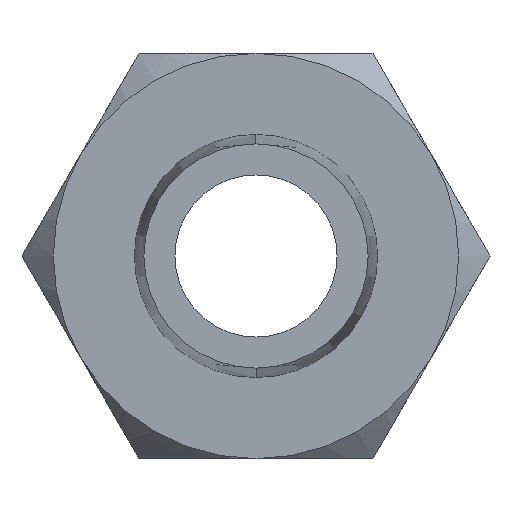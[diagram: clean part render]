
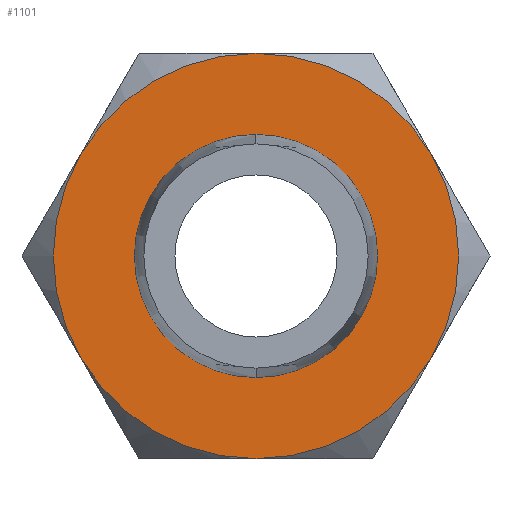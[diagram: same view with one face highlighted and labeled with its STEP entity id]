
A CAD part, left-side view. The second image highlights one B-rep face of the part: STEP entity #1101.
In plain terms, the highlighted planar face has unit normal (-1, 0, 0).
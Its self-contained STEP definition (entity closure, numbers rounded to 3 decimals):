
#36 = EDGE_CURVE ( 'NONE', #787, #184, #384, .T. ) ;
#47 = CARTESIAN_POINT ( 'NONE',  ( 14., 0., 7.5 ) ) ;
#50 = EDGE_CURVE ( 'NONE', #953, #1035, #160, .T. ) ;
#59 = CARTESIAN_POINT ( 'NONE',  ( 14., 0., 0. ) ) ;
#65 = DIRECTION ( 'NONE',  ( 0., 0., -1. ) ) ;
#69 = CARTESIAN_POINT ( 'NONE',  ( 14., 0., 0. ) ) ;
#81 = CIRCLE ( 'NONE', #790, 4.5 ) ;
#82 = EDGE_CURVE ( 'NONE', #610, #787, #417, .T. ) ;
#86 = AXIS2_PLACEMENT_3D ( 'NONE', #69, #320, #660 ) ;
#99 = CIRCLE ( 'NONE', #648, 4.5 ) ;
#121 = DIRECTION ( 'NONE',  ( 1., 0., 0. ) ) ;
#156 = ORIENTED_EDGE ( 'NONE', *, *, #342, .T. ) ;
#160 = CIRCLE ( 'NONE', #1034, 7.5 ) ;
#184 = VERTEX_POINT ( 'NONE', #598 ) ;
#192 = CARTESIAN_POINT ( 'NONE',  ( 14., 6.495, -3.75 ) ) ;
#199 = CARTESIAN_POINT ( 'NONE',  ( 14., 0., -4.5 ) ) ;
#219 = DIRECTION ( 'NONE',  ( -1., 0., 0. ) ) ;
#229 = CARTESIAN_POINT ( 'NONE',  ( 14., 0., 0. ) ) ;
#238 = DIRECTION ( 'NONE',  ( -1., 0., 0. ) ) ;
#252 = VERTEX_POINT ( 'NONE', #199 ) ;
#258 = CIRCLE ( 'NONE', #86, 7.5 ) ;
#276 = CIRCLE ( 'NONE', #1057, 7.5 ) ;
#287 = DIRECTION ( 'NONE',  ( 0., 0., -1. ) ) ;
#291 = DIRECTION ( 'NONE',  ( 0., 0., -1. ) ) ;
#306 = ORIENTED_EDGE ( 'NONE', *, *, #50, .F. ) ;
#312 = AXIS2_PLACEMENT_3D ( 'NONE', #880, #121, #287 ) ;
#319 = ORIENTED_EDGE ( 'NONE', *, *, #82, .F. ) ;
#320 = DIRECTION ( 'NONE',  ( -1., 0., 0. ) ) ;
#335 = ORIENTED_EDGE ( 'NONE', *, *, #36, .F. ) ;
#342 = EDGE_CURVE ( 'NONE', #839, #1035, #258, .T. ) ;
#380 = FACE_OUTER_BOUND ( 'NONE', #422, .T. ) ;
#381 = DIRECTION ( 'NONE',  ( 1., 0., 0. ) ) ;
#384 = CIRCLE ( 'NONE', #754, 7.5 ) ;
#417 = CIRCLE ( 'NONE', #312, 7.5 ) ;
#422 = EDGE_LOOP ( 'NONE', ( #428, #335, #319, #1025, #156, #306 ) ) ;
#428 = ORIENTED_EDGE ( 'NONE', *, *, #1096, .F. ) ;
#430 = ORIENTED_EDGE ( 'NONE', *, *, #1076, .F. ) ;
#445 = DIRECTION ( 'NONE',  ( 1., 0., 0. ) ) ;
#460 = CARTESIAN_POINT ( 'NONE',  ( 14., 0., 0. ) ) ;
#464 = PLANE ( 'NONE',  #555 ) ;
#478 = DIRECTION ( 'NONE',  ( 0., 0., 1. ) ) ;
#502 = VERTEX_POINT ( 'NONE', #784 ) ;
#528 = CARTESIAN_POINT ( 'NONE',  ( 14., -6.495, 3.75 ) ) ;
#544 = DIRECTION ( 'NONE',  ( 1., 0., 0. ) ) ;
#553 = CIRCLE ( 'NONE', #826, 7.5 ) ;
#555 = AXIS2_PLACEMENT_3D ( 'NONE', #59, #651, #819 ) ;
#598 = CARTESIAN_POINT ( 'NONE',  ( 14., 0., -7.5 ) ) ;
#605 = EDGE_CURVE ( 'NONE', #502, #252, #81, .T. ) ;
#610 = VERTEX_POINT ( 'NONE', #528 ) ;
#627 = DIRECTION ( 'NONE',  ( 0., 0., -1. ) ) ;
#648 = AXIS2_PLACEMENT_3D ( 'NONE', #229, #238, #478 ) ;
#651 = DIRECTION ( 'NONE',  ( 1., 0., 0. ) ) ;
#656 = EDGE_CURVE ( 'NONE', #839, #610, #553, .T. ) ;
#660 = DIRECTION ( 'NONE',  ( 0., 0., 1. ) ) ;
#702 = CARTESIAN_POINT ( 'NONE',  ( 14., 6.495, 3.75 ) ) ;
#718 = CARTESIAN_POINT ( 'NONE',  ( 14., 0., 0. ) ) ;
#738 = CARTESIAN_POINT ( 'NONE',  ( 14., 0., 0. ) ) ;
#747 = EDGE_LOOP ( 'NONE', ( #805, #430 ) ) ;
#754 = AXIS2_PLACEMENT_3D ( 'NONE', #460, #381, #291 ) ;
#784 = CARTESIAN_POINT ( 'NONE',  ( 14., 0., 4.5 ) ) ;
#787 = VERTEX_POINT ( 'NONE', #1083 ) ;
#790 = AXIS2_PLACEMENT_3D ( 'NONE', #795, #219, #800 ) ;
#795 = CARTESIAN_POINT ( 'NONE',  ( 14., 0., 0. ) ) ;
#800 = DIRECTION ( 'NONE',  ( 0., 0., 1. ) ) ;
#803 = FACE_BOUND ( 'NONE', #747, .T. ) ;
#805 = ORIENTED_EDGE ( 'NONE', *, *, #605, .F. ) ;
#819 = DIRECTION ( 'NONE',  ( 0., 0., -1. ) ) ;
#826 = AXIS2_PLACEMENT_3D ( 'NONE', #1071, #445, #627 ) ;
#839 = VERTEX_POINT ( 'NONE', #47 ) ;
#880 = CARTESIAN_POINT ( 'NONE',  ( 14., 0., 0. ) ) ;
#953 = VERTEX_POINT ( 'NONE', #192 ) ;
#997 = DIRECTION ( 'NONE',  ( 0., 0., -1. ) ) ;
#1025 = ORIENTED_EDGE ( 'NONE', *, *, #656, .F. ) ;
#1034 = AXIS2_PLACEMENT_3D ( 'NONE', #718, #544, #997 ) ;
#1035 = VERTEX_POINT ( 'NONE', #702 ) ;
#1057 = AXIS2_PLACEMENT_3D ( 'NONE', #738, #1074, #65 ) ;
#1071 = CARTESIAN_POINT ( 'NONE',  ( 14., 0., 0. ) ) ;
#1074 = DIRECTION ( 'NONE',  ( 1., 0., 0. ) ) ;
#1076 = EDGE_CURVE ( 'NONE', #252, #502, #99, .T. ) ;
#1083 = CARTESIAN_POINT ( 'NONE',  ( 14., -6.495, -3.75 ) ) ;
#1096 = EDGE_CURVE ( 'NONE', #184, #953, #276, .T. ) ;
#1101 = ADVANCED_FACE ( 'NONE', ( #803, #380 ), #464, .F. ) ;
